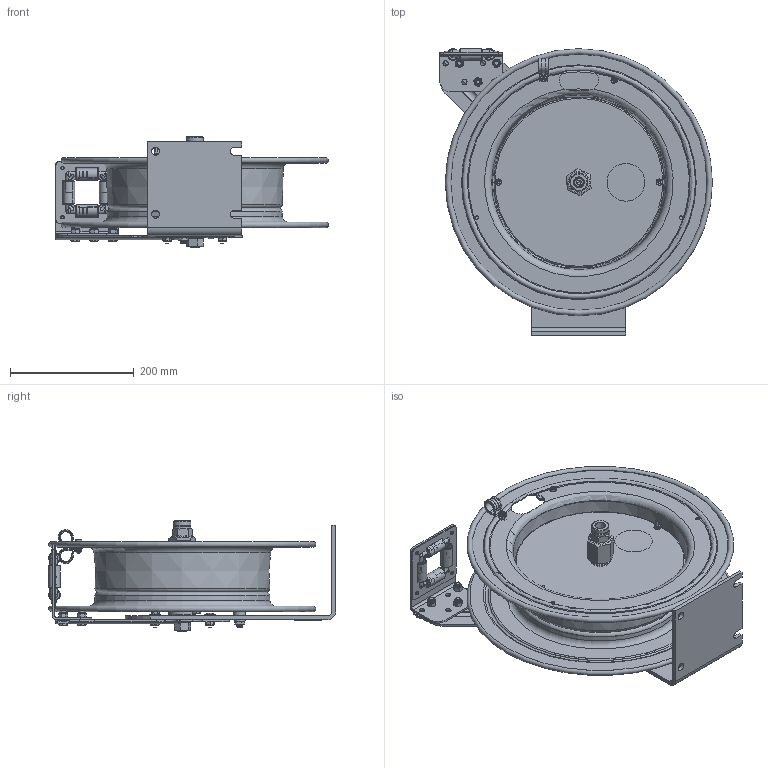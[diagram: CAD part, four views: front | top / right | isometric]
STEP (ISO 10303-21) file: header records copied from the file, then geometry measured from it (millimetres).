
FILE_DESCRIPTION(/* description */ (''),/* implementation_level */ '2;1');
FILE_NAME(/* name */ 'EZ-P-HP-325_SHARED.stp',/* time_stamp */ '2020-01-15T16:03:44-07:00',/* author */ ('NMelton'),/* organization */ (''),/* preprocessor_version */ 'ST-DEVELOPER v17',/* originating_system */ 'Autodesk Inventor 2019',/* authorisation */ '');
FILE_SCHEMA (('AUTOMOTIVE_DESIGN { 1 0 10303 214 3 1 1 }'));
Products named in the file (1): EZ-P-HP-325_SHARED
Bounding box: 441 x 464.08 x 178.05 mm (x, y, z)
Surface area: 1068678.3 mm2 (no closed solid volume)
Topology: 0 solids, 220 shells, 1772 faces, 9454 edges, 7718 vertices
Faces by surface type: plane 934, cylinder 454, cone 151, bspline 118, torus 75, sphere 40
Full cylindrical faces by diameter (mm): 3.962 x4, 4.699 x4, 4.826 x4, 5.08 x4, 5.556 x3, 5.563 x1, 5.588 x7, 6.35 x4, 7.112 x1, 7.925 x1, 7.938 x3, 8.636 x3, 8.731 x4, 11.43 x3, 12.192 x8, 12.7 x2, 14.681 x1, 15.85 x1, 15.875 x1, 19.05 x5, 26.365 x1, 27.94 x2, 28.575 x1, 31.623 x1, 44.044 x1, 60.96 x1, 274.574 x1
Entity records: 100874 total; most frequent: CARTESIAN_POINT 30435, ORIENTED_EDGE 12525, DIRECTION 12479, EDGE_CURVE 9408, VERTEX_POINT 7718, LINE 5219, VECTOR 5219, AXIS2_PLACEMENT_3D 3630
